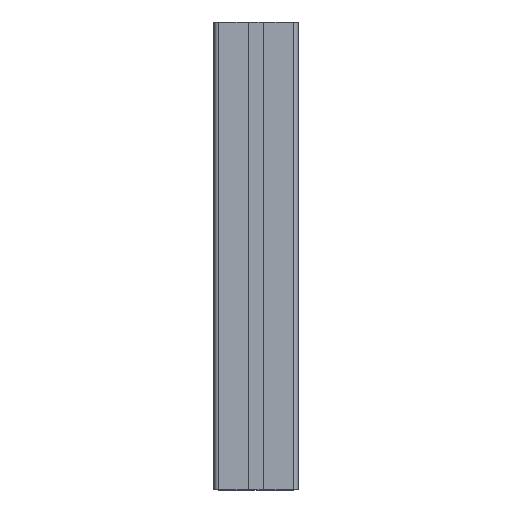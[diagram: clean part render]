
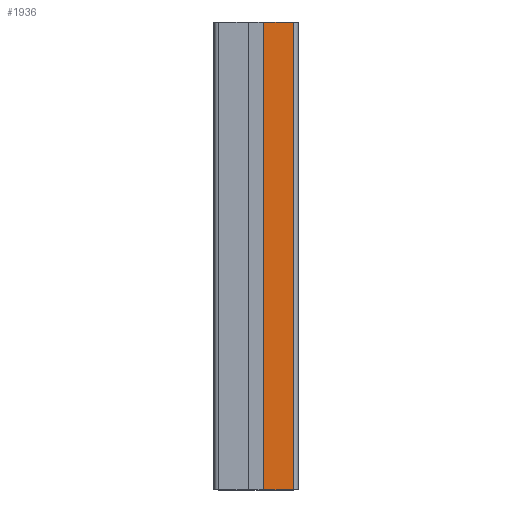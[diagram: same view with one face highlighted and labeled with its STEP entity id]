
A CAD part, top view. The second image highlights one B-rep face of the part: STEP entity #1936.
In plain terms, the highlighted planar face has unit normal (0, 0, 1).
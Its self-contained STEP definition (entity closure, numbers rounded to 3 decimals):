
#197=FACE_OUTER_BOUND('',#294,.T.);
#294=EDGE_LOOP('',(#1511,#1512,#1513,#1514));
#481=LINE('',#3113,#696);
#482=LINE('',#3116,#697);
#483=LINE('',#3118,#698);
#484=LINE('',#3119,#699);
#696=VECTOR('',#2548,10.);
#697=VECTOR('',#2551,10.);
#698=VECTOR('',#2552,10.);
#699=VECTOR('',#2553,10.);
#898=VERTEX_POINT('',#3109);
#899=VERTEX_POINT('',#3111);
#900=VERTEX_POINT('',#3115);
#901=VERTEX_POINT('',#3117);
#1157=EDGE_CURVE('',#898,#899,#481,.T.);
#1158=EDGE_CURVE('',#898,#900,#482,.T.);
#1159=EDGE_CURVE('',#901,#899,#483,.T.);
#1160=EDGE_CURVE('',#900,#901,#484,.T.);
#1511=ORIENTED_EDGE('',*,*,#1158,.F.);
#1512=ORIENTED_EDGE('',*,*,#1157,.T.);
#1513=ORIENTED_EDGE('',*,*,#1159,.F.);
#1514=ORIENTED_EDGE('',*,*,#1160,.F.);
#1846=PLANE('',#2103);
#1936=ADVANCED_FACE('',(#197),#1846,.T.);
#2103=AXIS2_PLACEMENT_3D('',#3114,#2549,#2550);
#2548=DIRECTION('',(0.,1.,0.));
#2549=DIRECTION('center_axis',(0.,0.,1.));
#2550=DIRECTION('ref_axis',(1.,0.,0.));
#2551=DIRECTION('',(-1.,0.,0.));
#2552=DIRECTION('',(1.,0.,0.));
#2553=DIRECTION('',(0.,1.,0.));
#3109=CARTESIAN_POINT('',(42.5,0.,45.));
#3111=CARTESIAN_POINT('',(42.5,250.,45.));
#3113=CARTESIAN_POINT('',(42.5,0.,45.));
#3114=CARTESIAN_POINT('Origin',(26.628,0.,45.));
#3115=CARTESIAN_POINT('',(26.628,0.,45.));
#3116=CARTESIAN_POINT('',(42.5,0.,45.));
#3117=CARTESIAN_POINT('',(26.628,250.,45.));
#3118=CARTESIAN_POINT('',(42.5,250.,45.));
#3119=CARTESIAN_POINT('',(26.628,0.,45.));
